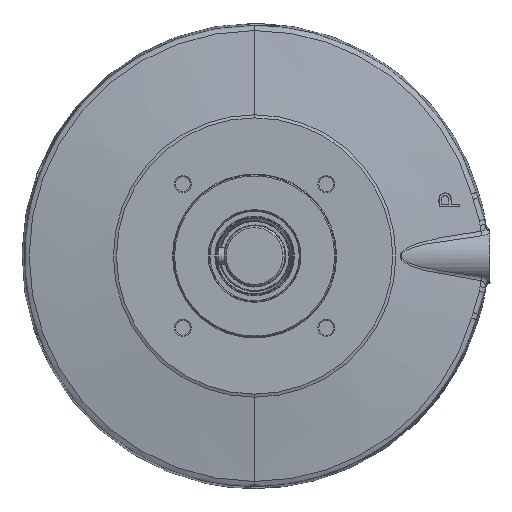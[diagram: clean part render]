
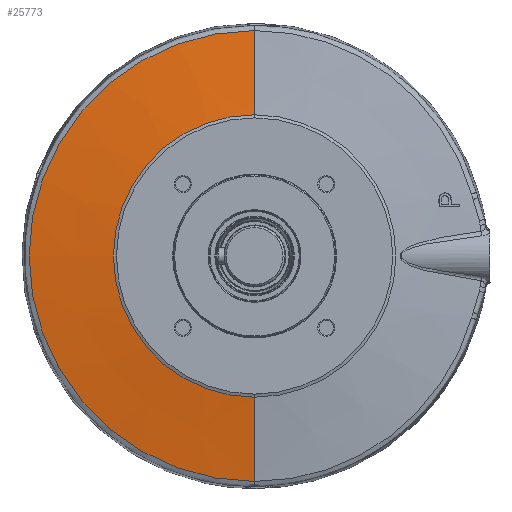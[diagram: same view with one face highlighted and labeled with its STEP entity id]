
A CAD part, left-side view. The second image highlights one B-rep face of the part: STEP entity #25773.
In plain terms, the highlighted conical face has half-angle 82 degrees and reference radius 112.44 mm.
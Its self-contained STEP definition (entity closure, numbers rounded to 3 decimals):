
#968 = CIRCLE ( 'NONE', #36987, 111.102 ) ;
#970 = LINE ( 'NONE', #51200, #972 ) ;
#972 = VECTOR ( 'NONE', #51201, 1000. ) ;
#973 = LINE ( 'NONE', #51209, #975 ) ;
#975 = VECTOR ( 'NONE', #51205, 1000. ) ;
#1250 = CIRCLE ( 'NONE', #36876, 69.593 ) ;
#5253 = EDGE_CURVE ( 'NONE', #52993, #19093, #970, .T. ) ;
#5254 = EDGE_CURVE ( 'NONE', #19093, #19095, #968, .T. ) ;
#5255 = EDGE_CURVE ( 'NONE', #52977, #19095, #973, .T. ) ;
#5550 = EDGE_CURVE ( 'NONE', #52977, #52993, #1250, .T. ) ;
#11612 = ORIENTED_EDGE ( 'NONE', *, *, #5550, .T. ) ;
#11613 = ORIENTED_EDGE ( 'NONE', *, *, #5253, .T. ) ;
#11614 = ORIENTED_EDGE ( 'NONE', *, *, #5254, .T. ) ;
#11615 = ORIENTED_EDGE ( 'NONE', *, *, #5255, .F. ) ;
#16817 = CARTESIAN_POINT ( 'NONE',  ( -29.496, 0., 111.102 ) ) ;
#16819 = CARTESIAN_POINT ( 'NONE',  ( -29.496, 0., -111.102 ) ) ;
#19093 = VERTEX_POINT ( 'NONE', #16817 ) ;
#19095 = VERTEX_POINT ( 'NONE', #16819 ) ;
#20953 = CARTESIAN_POINT ( 'NONE',  ( -29.308, 0., 0. ) ) ;
#20954 = DIRECTION ( 'NONE',  ( 1., 0., 0. ) ) ;
#20962 = DIRECTION ( 'NONE',  ( 0., 0., -1. ) ) ;
#25773 = ADVANCED_FACE ( 'NONE', ( #49364 ), #49372, .T. ) ;
#26569 = EDGE_LOOP ( 'NONE', ( #11612, #11613, #11614, #11615 ) ) ;
#36876 = AXIS2_PLACEMENT_3D ( 'NONE', #51773, #51774, #51775 ) ;
#36987 = AXIS2_PLACEMENT_3D ( 'NONE', #51211, #51212, #51213 ) ;
#38111 = CARTESIAN_POINT ( 'NONE',  ( -35.33, 0., -69.593 ) ) ;
#38127 = CARTESIAN_POINT ( 'NONE',  ( -35.33, 0., 69.593 ) ) ;
#46561 = AXIS2_PLACEMENT_3D ( 'NONE', #20953, #20954, #20962 ) ;
#49364 = FACE_OUTER_BOUND ( 'NONE', #26569, .T. ) ;
#49372 = CONICAL_SURFACE ( 'NONE', #46561, 112.44, 1.431 ) ;
#51200 = CARTESIAN_POINT ( 'NONE',  ( -29.308, 0., 112.44 ) ) ;
#51201 = DIRECTION ( 'NONE',  ( 0.139, 0., 0.99 ) ) ;
#51205 = DIRECTION ( 'NONE',  ( 0.139, 0., -0.99 ) ) ;
#51209 = CARTESIAN_POINT ( 'NONE',  ( -29.308, 0., -112.44 ) ) ;
#51211 = CARTESIAN_POINT ( 'NONE',  ( -29.496, 0., 0. ) ) ;
#51212 = DIRECTION ( 'NONE',  ( -1., 0., 0. ) ) ;
#51213 = DIRECTION ( 'NONE',  ( 0., 0., -1. ) ) ;
#51773 = CARTESIAN_POINT ( 'NONE',  ( -35.33, 0., 0. ) ) ;
#51774 = DIRECTION ( 'NONE',  ( 1., 0., 0. ) ) ;
#51775 = DIRECTION ( 'NONE',  ( 0., 0., -1. ) ) ;
#52977 = VERTEX_POINT ( 'NONE', #38111 ) ;
#52993 = VERTEX_POINT ( 'NONE', #38127 ) ;
